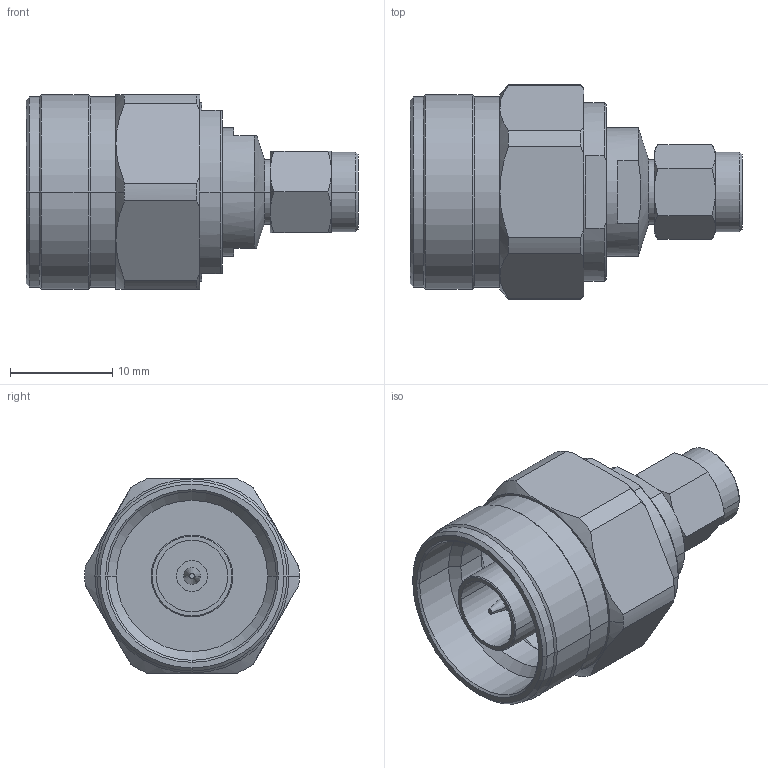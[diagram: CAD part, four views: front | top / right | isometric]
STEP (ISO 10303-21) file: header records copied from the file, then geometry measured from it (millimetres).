
FILE_DESCRIPTION (( 'STEP AP214' ), '1' );
FILE_NAME ('FMAD10028_3D.step', '2024-08-02T13:59:44', ( '' ), ( '' ), 'SwSTEP 2.0', 'SolidWorks 2022', '' );
FILE_SCHEMA (( 'AUTOMOTIVE_DESIGN' ));
Length unit declared in the file: inch
Products named in the file (4): SPACER^FMAD10028; N PLUG^FMAD10028; FMAD10028_3D; 2.92 PLUG^FMAD10028
Assembly tree (3 placements, depth 2):
  FMAD10028_3D
    N PLUG^FMAD10028
    SPACER^FMAD10028
    2.92 PLUG^FMAD10028
Bounding box: 32.5 x 21 x 19 mm (x, y, z)
Volume: 5595.7 mm3; surface area: 4579.1 mm2
Topology: 4 solids, 4 shells, 156 faces, 344 edges, 208 vertices
Faces by surface type: cone 65, cylinder 51, plane 40
Entity records: 4573 total; most frequent: CARTESIAN_POINT 922, DIRECTION 782, ORIENTED_EDGE 688, EDGE_CURVE 344, AXIS2_PLACEMENT_3D 330, VERTEX_POINT 208, EDGE_LOOP 170, CIRCLE 168
